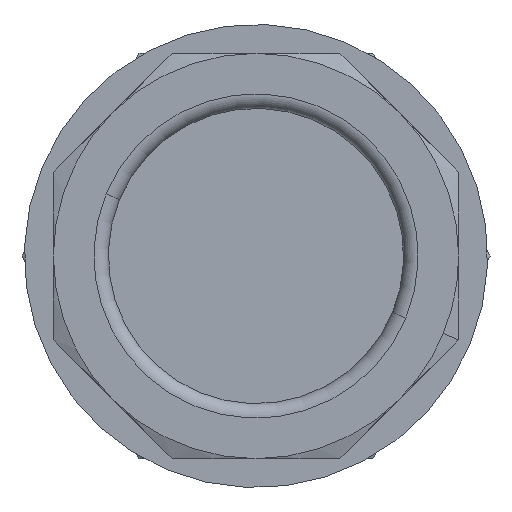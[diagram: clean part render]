
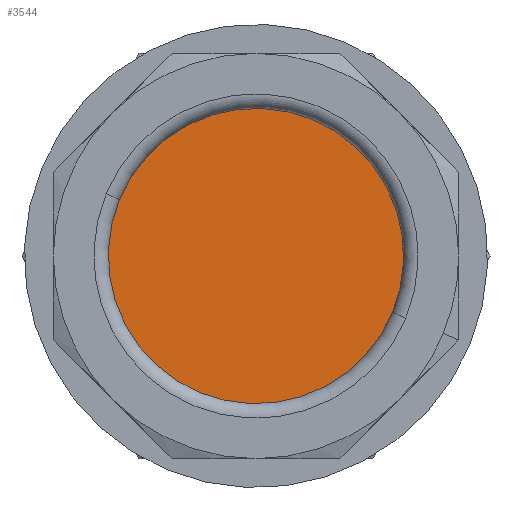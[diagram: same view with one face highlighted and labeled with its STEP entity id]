
A CAD part, front view. The second image highlights one B-rep face of the part: STEP entity #3544.
In plain terms, the highlighted planar face has unit normal (0, -1, 0).
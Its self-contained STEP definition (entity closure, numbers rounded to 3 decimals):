
#113 = PLANE ( 'NONE',  #2254 ) ;
#121 = CARTESIAN_POINT ( 'NONE',  ( -6.165, -1.466, 0. ) ) ;
#122 = DIRECTION ( 'NONE',  ( 0., 1., 0. ) ) ;
#123 = DIRECTION ( 'NONE',  ( 0., 0., 1. ) ) ;
#523 = EDGE_CURVE ( 'NONE', #3103, #3094, #3188, .T. ) ;
#628 = CIRCLE ( 'NONE', #4133, 5.1 ) ;
#802 = EDGE_CURVE ( 'NONE', #3094, #3103, #628, .T. ) ;
#840 = DIRECTION ( 'NONE',  ( 0., 0., 1. ) ) ;
#846 = CARTESIAN_POINT ( 'NONE',  ( 0., -1.466, 0. ) ) ;
#852 = DIRECTION ( 'NONE',  ( 0., 1., 0. ) ) ;
#1208 = CARTESIAN_POINT ( 'NONE',  ( 0., -1.466, 0. ) ) ;
#1209 = DIRECTION ( 'NONE',  ( 0., 1., 0. ) ) ;
#1210 = DIRECTION ( 'NONE',  ( 0., 0., 1. ) ) ;
#1650 = FACE_OUTER_BOUND ( 'NONE', #3698, .T. ) ;
#2016 = ORIENTED_EDGE ( 'NONE', *, *, #523, .F. ) ;
#2017 = ORIENTED_EDGE ( 'NONE', *, *, #802, .F. ) ;
#2254 = AXIS2_PLACEMENT_3D ( 'NONE', #121, #122, #123 ) ;
#2570 = CARTESIAN_POINT ( 'NONE',  ( 4.712, -1.466, -1.952 ) ) ;
#2580 = CARTESIAN_POINT ( 'NONE',  ( -4.712, -1.466, 1.952 ) ) ;
#3094 = VERTEX_POINT ( 'NONE', #2570 ) ;
#3103 = VERTEX_POINT ( 'NONE', #2580 ) ;
#3188 = CIRCLE ( 'NONE', #4082, 5.1 ) ;
#3544 = ADVANCED_FACE ( 'NONE', ( #1650 ), #113, .F. ) ;
#3698 = EDGE_LOOP ( 'NONE', ( #2016, #2017 ) ) ;
#4082 = AXIS2_PLACEMENT_3D ( 'NONE', #846, #852, #840 ) ;
#4133 = AXIS2_PLACEMENT_3D ( 'NONE', #1208, #1209, #1210 ) ;
